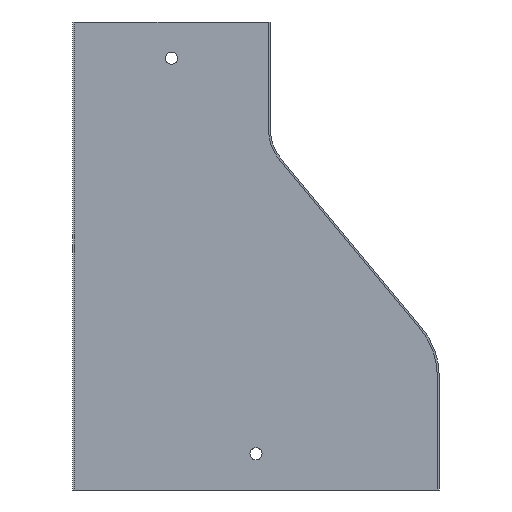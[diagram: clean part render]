
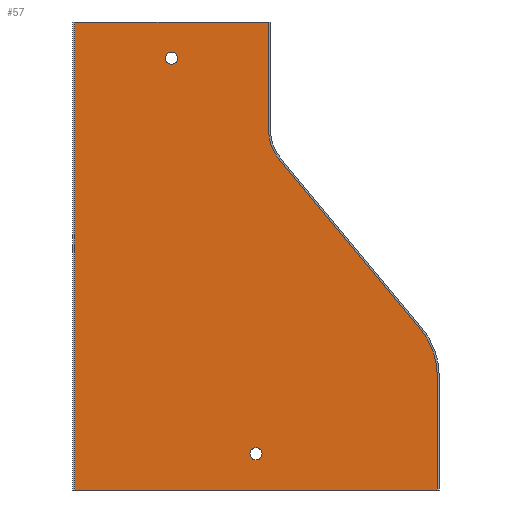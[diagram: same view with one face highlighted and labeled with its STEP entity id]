
A CAD part, front view. The second image highlights one B-rep face of the part: STEP entity #57.
In plain terms, the highlighted planar face has unit normal (0, -1, 0).
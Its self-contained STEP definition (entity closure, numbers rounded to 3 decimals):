
#28 = EDGE_CURVE ( 'NONE', #406, #411, #550, .T. ) ;
#41 = EDGE_CURVE ( 'NONE', #701, #701, #510, .T. ) ;
#42 = EDGE_CURVE ( 'NONE', #415, #411, #517, .T. ) ;
#43 = EDGE_CURVE ( 'NONE', #415, #424, #531, .T. ) ;
#44 = EDGE_CURVE ( 'NONE', #424, #410, #514, .T. ) ;
#45 = EDGE_CURVE ( 'NONE', #690, #690, #524, .T. ) ;
#47 = EDGE_CURVE ( 'NONE', #406, #419, #523, .T. ) ;
#50 = EDGE_CURVE ( 'NONE', #414, #407, #521, .T. ) ;
#51 = EDGE_CURVE ( 'NONE', #407, #419, #601, .T. ) ;
#52 = EDGE_CURVE ( 'NONE', #410, #414, #602, .T. ) ;
#57 = ADVANCED_FACE ( 'NONE', ( #518, #587, #588 ), #270, .F. ) ;
#121 = DIRECTION ( 'NONE',  ( 0., 0., 1. ) ) ;
#138 = CARTESIAN_POINT ( 'NONE',  ( 0.8, 0., -44.863 ) ) ;
#155 = DIRECTION ( 'NONE',  ( 0., 0., 1. ) ) ;
#170 = CARTESIAN_POINT ( 'NONE',  ( 151.2, 0., -146.965 ) ) ;
#174 = DIRECTION ( 'NONE',  ( 0., 0., -1. ) ) ;
#176 = CARTESIAN_POINT ( 'NONE',  ( 151.2, 0., -44.863 ) ) ;
#180 = CARTESIAN_POINT ( 'NONE',  ( 81.2, 0., -44.863 ) ) ;
#182 = CARTESIAN_POINT ( 'NONE',  ( 76., 0., -179. ) ) ;
#214 = DIRECTION ( 'NONE',  ( 0., -1., 0. ) ) ;
#225 = DIRECTION ( 'NONE',  ( 0., 0., 1. ) ) ;
#241 = DIRECTION ( 'NONE',  ( 0., 0., 1. ) ) ;
#242 = CARTESIAN_POINT ( 'NONE',  ( 0.8, 0., -194. ) ) ;
#243 = CARTESIAN_POINT ( 'NONE',  ( 81.2, 0., 0. ) ) ;
#247 = CARTESIAN_POINT ( 'NONE',  ( 85.557, 0., -56.898 ) ) ;
#248 = CARTESIAN_POINT ( 'NONE',  ( 81.2, 0., -44.863 ) ) ;
#249 = CARTESIAN_POINT ( 'NONE',  ( 151.2, 0., -194. ) ) ;
#251 = DIRECTION ( 'NONE',  ( -1., 0., 0. ) ) ;
#260 = DIRECTION ( 'NONE',  ( 0., 1., 0. ) ) ;
#267 = CARTESIAN_POINT ( 'NONE',  ( 120., 0., -146.965 ) ) ;
#268 = DIRECTION ( 'NONE',  ( 0., 1., 0. ) ) ;
#269 = CARTESIAN_POINT ( 'NONE',  ( 100., 0., -44.863 ) ) ;
#270 = PLANE ( 'NONE',  #620 ) ;
#274 = DIRECTION ( 'NONE',  ( 0., 0., 1. ) ) ;
#276 = CARTESIAN_POINT ( 'NONE',  ( 85.557, 0., -56.898 ) ) ;
#279 = CARTESIAN_POINT ( 'NONE',  ( 152., 0., -194. ) ) ;
#281 = DIRECTION ( 'NONE',  ( 0.64, 0., -0.768 ) ) ;
#282 = DIRECTION ( 'NONE',  ( 0., 0., 1. ) ) ;
#286 = CARTESIAN_POINT ( 'NONE',  ( 100., 0., -44.863 ) ) ;
#287 = DIRECTION ( 'NONE',  ( 0., -1., 0. ) ) ;
#290 = CARTESIAN_POINT ( 'NONE',  ( 82., 0., 0. ) ) ;
#294 = DIRECTION ( 'NONE',  ( 0., 0., -1. ) ) ;
#296 = CARTESIAN_POINT ( 'NONE',  ( 41., 0., -15. ) ) ;
#297 = DIRECTION ( 'NONE',  ( 0., -1., 0. ) ) ;
#304 = DIRECTION ( 'NONE',  ( 1., 0., 0. ) ) ;
#308 = CARTESIAN_POINT ( 'NONE',  ( 41., 0., -12.5 ) ) ;
#310 = CARTESIAN_POINT ( 'NONE',  ( 76., 0., -176.5 ) ) ;
#311 = CARTESIAN_POINT ( 'NONE',  ( 143.969, 0., -126.991 ) ) ;
#312 = CARTESIAN_POINT ( 'NONE',  ( 0.8, 0., 0. ) ) ;
#379 = EDGE_LOOP ( 'NONE', ( #495 ) ) ;
#383 = EDGE_LOOP ( 'NONE', ( #472 ) ) ;
#399 = EDGE_LOOP ( 'NONE', ( #501, #502, #498, #499, #462, #469, #474, #470 ) ) ;
#406 = VERTEX_POINT ( 'NONE', #242 ) ;
#407 = VERTEX_POINT ( 'NONE', #170 ) ;
#410 = VERTEX_POINT ( 'NONE', #247 ) ;
#411 = VERTEX_POINT ( 'NONE', #312 ) ;
#414 = VERTEX_POINT ( 'NONE', #311 ) ;
#415 = VERTEX_POINT ( 'NONE', #243 ) ;
#419 = VERTEX_POINT ( 'NONE', #249 ) ;
#424 = VERTEX_POINT ( 'NONE', #180 ) ;
#462 = ORIENTED_EDGE ( 'NONE', *, *, #52, .F. ) ;
#469 = ORIENTED_EDGE ( 'NONE', *, *, #44, .F. ) ;
#470 = ORIENTED_EDGE ( 'NONE', *, *, #42, .T. ) ;
#472 = ORIENTED_EDGE ( 'NONE', *, *, #45, .F. ) ;
#474 = ORIENTED_EDGE ( 'NONE', *, *, #43, .F. ) ;
#495 = ORIENTED_EDGE ( 'NONE', *, *, #41, .F. ) ;
#498 = ORIENTED_EDGE ( 'NONE', *, *, #51, .F. ) ;
#499 = ORIENTED_EDGE ( 'NONE', *, *, #50, .F. ) ;
#501 = ORIENTED_EDGE ( 'NONE', *, *, #28, .F. ) ;
#502 = ORIENTED_EDGE ( 'NONE', *, *, #47, .T. ) ;
#505 = VECTOR ( 'NONE', #174, 1000. ) ;
#510 = CIRCLE ( 'NONE', #629, 2.5 ) ;
#514 = CIRCLE ( 'NONE', #628, 18.8 ) ;
#515 = VECTOR ( 'NONE', #251, 1000. ) ;
#516 = VECTOR ( 'NONE', #294, 1000. ) ;
#517 = LINE ( 'NONE', #290, #515 ) ;
#518 = FACE_BOUND ( 'NONE', #383, .T. ) ;
#521 = CIRCLE ( 'NONE', #622, 31.2 ) ;
#523 = LINE ( 'NONE', #279, #577 ) ;
#524 = CIRCLE ( 'NONE', #627, 2.5 ) ;
#531 = LINE ( 'NONE', #248, #516 ) ;
#547 = VECTOR ( 'NONE', #121, 1000. ) ;
#550 = LINE ( 'NONE', #138, #547 ) ;
#577 = VECTOR ( 'NONE', #304, 1000. ) ;
#586 = VECTOR ( 'NONE', #281, 1000. ) ;
#587 = FACE_OUTER_BOUND ( 'NONE', #399, .T. ) ;
#588 = FACE_BOUND ( 'NONE', #379, .T. ) ;
#601 = LINE ( 'NONE', #176, #505 ) ;
#602 = LINE ( 'NONE', #276, #586 ) ;
#620 = AXIS2_PLACEMENT_3D ( 'NONE', #269, #260, #241 ) ;
#622 = AXIS2_PLACEMENT_3D ( 'NONE', #267, #268, #274 ) ;
#627 = AXIS2_PLACEMENT_3D ( 'NONE', #296, #297, #155 ) ;
#628 = AXIS2_PLACEMENT_3D ( 'NONE', #286, #287, #282 ) ;
#629 = AXIS2_PLACEMENT_3D ( 'NONE', #182, #214, #225 ) ;
#690 = VERTEX_POINT ( 'NONE', #308 ) ;
#701 = VERTEX_POINT ( 'NONE', #310 ) ;
